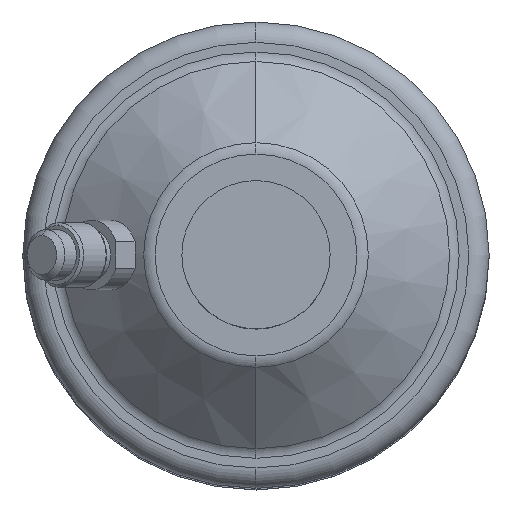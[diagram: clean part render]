
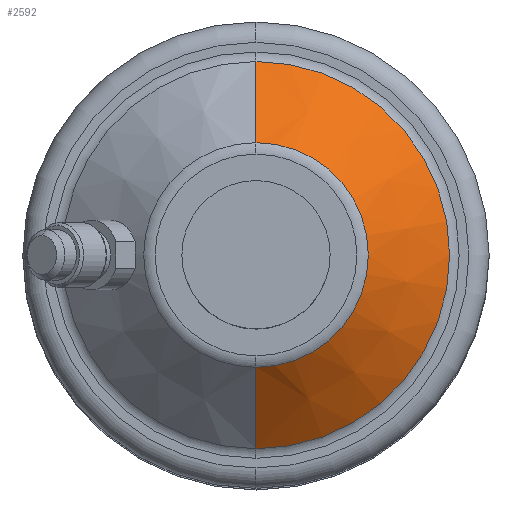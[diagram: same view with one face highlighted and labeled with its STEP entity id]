
A CAD part, top view. The second image highlights one B-rep face of the part: STEP entity #2592.
In plain terms, the highlighted conical face has half-angle 49 degrees and reference radius 19.317 mm.
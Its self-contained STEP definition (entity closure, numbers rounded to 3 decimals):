
#82 = VERTEX_POINT ( 'NONE', #2478 ) ;
#400 = EDGE_CURVE ( 'NONE', #1048, #1964, #2025, .T. ) ;
#513 = CARTESIAN_POINT ( 'NONE',  ( 0., 0., 84.613 ) ) ;
#645 = DIRECTION ( 'NONE',  ( 0., 0.755, -0.656 ) ) ;
#657 = LINE ( 'NONE', #859, #1931 ) ;
#725 = FACE_OUTER_BOUND ( 'NONE', #1256, .T. ) ;
#781 = EDGE_CURVE ( 'NONE', #82, #1964, #2293, .T. ) ;
#787 = AXIS2_PLACEMENT_3D ( 'NONE', #1585, #2022, #1811 ) ;
#859 = CARTESIAN_POINT ( 'NONE',  ( 0., 19.317, 96.764 ) ) ;
#1019 = VERTEX_POINT ( 'NONE', #2708 ) ;
#1048 = VERTEX_POINT ( 'NONE', #1840 ) ;
#1066 = AXIS2_PLACEMENT_3D ( 'NONE', #513, #1761, #1440 ) ;
#1110 = ORIENTED_EDGE ( 'NONE', *, *, #781, .F. ) ;
#1256 = EDGE_LOOP ( 'NONE', ( #2755, #1367, #1945, #1110 ) ) ;
#1280 = EDGE_CURVE ( 'NONE', #1019, #82, #657, .T. ) ;
#1367 = ORIENTED_EDGE ( 'NONE', *, *, #2199, .T. ) ;
#1440 = DIRECTION ( 'NONE',  ( 0., -1., 0. ) ) ;
#1585 = CARTESIAN_POINT ( 'NONE',  ( 0., 0., 96.764 ) ) ;
#1761 = DIRECTION ( 'NONE',  ( 0., 0., -1. ) ) ;
#1768 = DIRECTION ( 'NONE',  ( 0., -0.755, -0.656 ) ) ;
#1811 = DIRECTION ( 'NONE',  ( 0., -1., 0. ) ) ;
#1814 = CARTESIAN_POINT ( 'NONE',  ( 0., -19.317, 96.764 ) ) ;
#1840 = CARTESIAN_POINT ( 'NONE',  ( 0., -19.317, 96.764 ) ) ;
#1889 = CARTESIAN_POINT ( 'NONE',  ( 0., -33.295, 84.613 ) ) ;
#1931 = VECTOR ( 'NONE', #645, 1000. ) ;
#1945 = ORIENTED_EDGE ( 'NONE', *, *, #400, .T. ) ;
#1964 = VERTEX_POINT ( 'NONE', #1889 ) ;
#2022 = DIRECTION ( 'NONE',  ( 0., 0., -1. ) ) ;
#2025 = LINE ( 'NONE', #1814, #2640 ) ;
#2045 = DIRECTION ( 'NONE',  ( 0., 0., -1. ) ) ;
#2199 = EDGE_CURVE ( 'NONE', #1019, #1048, #2418, .T. ) ;
#2293 = CIRCLE ( 'NONE', #1066, 33.295 ) ;
#2418 = CIRCLE ( 'NONE', #2777, 19.317 ) ;
#2478 = CARTESIAN_POINT ( 'NONE',  ( 0., 33.295, 84.613 ) ) ;
#2503 = CONICAL_SURFACE ( 'NONE', #787, 19.317, 0.855 ) ;
#2592 = ADVANCED_FACE ( 'NONE', ( #725 ), #2503, .T. ) ;
#2640 = VECTOR ( 'NONE', #1768, 1000. ) ;
#2695 = CARTESIAN_POINT ( 'NONE',  ( 0., 0., 96.764 ) ) ;
#2708 = CARTESIAN_POINT ( 'NONE',  ( 0., 19.317, 96.764 ) ) ;
#2723 = DIRECTION ( 'NONE',  ( 0., -1., 0. ) ) ;
#2755 = ORIENTED_EDGE ( 'NONE', *, *, #1280, .F. ) ;
#2777 = AXIS2_PLACEMENT_3D ( 'NONE', #2695, #2045, #2723 ) ;
